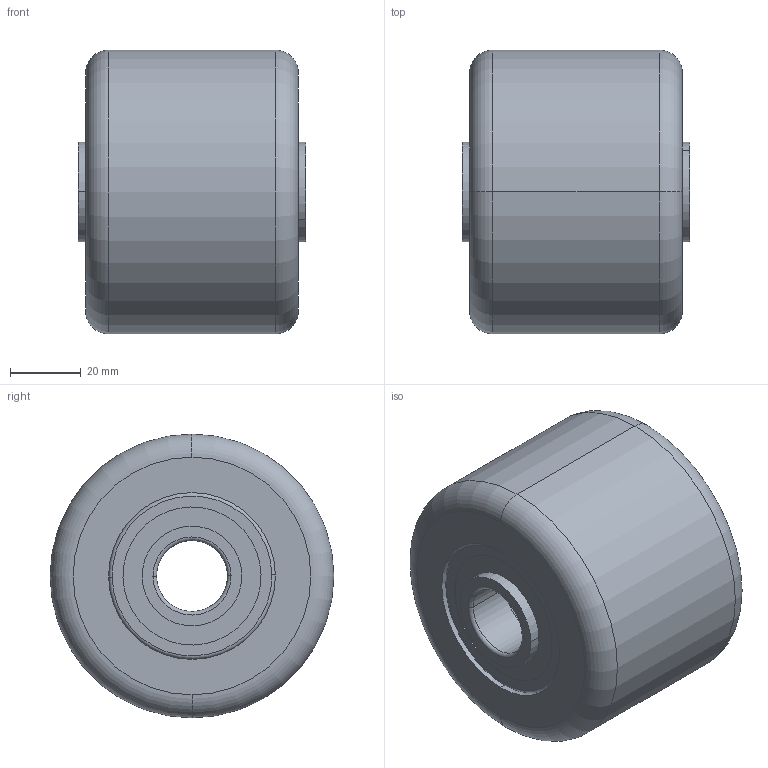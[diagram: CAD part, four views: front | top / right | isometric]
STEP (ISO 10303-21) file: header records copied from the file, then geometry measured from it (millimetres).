
FILE_DESCRIPTION (( 'STEP AP214' ), '1' );
FILE_NAME ('0012265.step', '2022-06-23T12:11:01', ( '' ), ( '' ), 'SwSTEP 2.0', 'SolidWorks 2020', '' );
FILE_SCHEMA (( 'AUTOMOTIVE_DESIGN' ));
Length unit declared in the file: millimetre
Products named in the file (1): 0012265
Bounding box: 64 x 80 x 80 mm (x, y, z)
Volume: 241172.6 mm3; surface area: 57075 mm2
Topology: 13 solids, 13 shells, 128 faces, 256 edges, 152 vertices
Faces by surface type: cylinder 56, torus 40, plane 24, cone 8
Entity records: 4966 total; most frequent: DIRECTION 706, CARTESIAN_POINT 537, ORIENTED_EDGE 512, AXIS2_PLACEMENT_3D 321, EDGE_CURVE 256, CIRCLE 192, EDGE_LOOP 152, VERTEX_POINT 152
